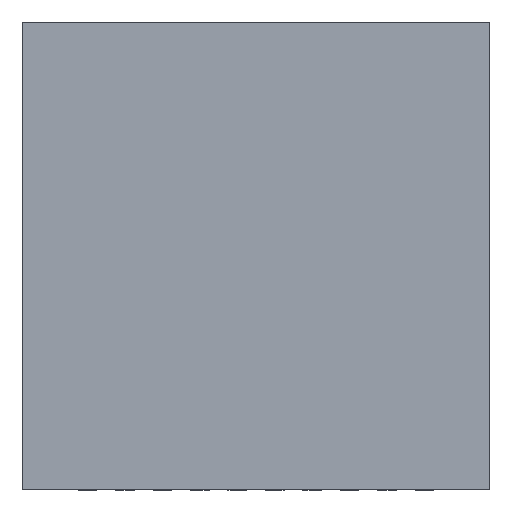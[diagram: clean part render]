
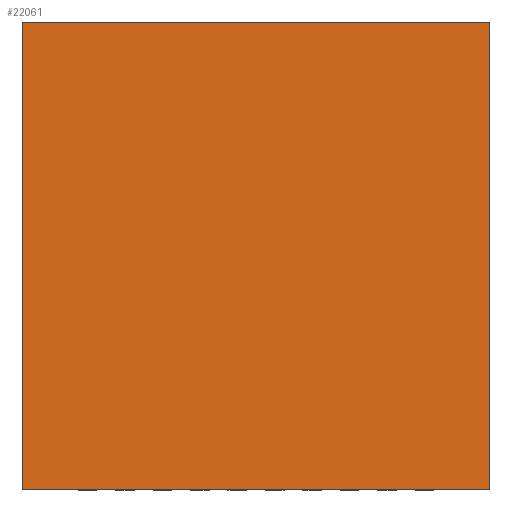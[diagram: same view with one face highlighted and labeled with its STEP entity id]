
A CAD part, top view. The second image highlights one B-rep face of the part: STEP entity #22061.
In plain terms, the highlighted face is planar.
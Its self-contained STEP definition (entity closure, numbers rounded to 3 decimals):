
#16828=DIRECTION('',(0.,0.,1.));
#16829=VECTOR('',#16828,5.);
#16830=CARTESIAN_POINT('',(-2.5,0.975,-2.5));
#16831=LINE('',#16830,#16829);
#16835=DIRECTION('',(-1.,0.,0.));
#16836=VECTOR('',#16835,5.);
#16837=CARTESIAN_POINT('',(2.5,0.975,-2.5));
#16838=LINE('',#16837,#16836);
#16842=DIRECTION('',(0.,0.,-1.));
#16843=VECTOR('',#16842,5.);
#16844=CARTESIAN_POINT('',(2.5,0.975,2.5));
#16845=LINE('',#16844,#16843);
#16849=DIRECTION('',(1.,0.,0.));
#16850=VECTOR('',#16849,5.);
#16851=CARTESIAN_POINT('',(-2.5,0.975,2.5));
#16852=LINE('',#16851,#16850);
#18346=CARTESIAN_POINT('',(-2.5,0.975,-2.5));
#18347=CARTESIAN_POINT('',(-2.5,0.975,2.5));
#18348=VERTEX_POINT('',#18346);
#18349=VERTEX_POINT('',#18347);
#18350=CARTESIAN_POINT('',(2.5,0.975,2.5));
#18351=VERTEX_POINT('',#18350);
#18352=CARTESIAN_POINT('',(2.5,0.975,-2.5));
#18353=VERTEX_POINT('',#18352);
#22050=CARTESIAN_POINT('',(0.,0.975,0.));
#22051=DIRECTION('',(0.,1.,0.));
#22052=DIRECTION('',(1.,0.,0.));
#22053=AXIS2_PLACEMENT_3D('',#22050,#22051,#22052);
#22054=PLANE('',#22053);
#22055=ORIENTED_EDGE('',*,*,#19966,.F.);
#22056=ORIENTED_EDGE('',*,*,#20148,.F.);
#22057=ORIENTED_EDGE('',*,*,#21050,.F.);
#22058=ORIENTED_EDGE('',*,*,#21888,.F.);
#22059=EDGE_LOOP('',(#22055,#22056,#22057,#22058));
#22060=FACE_OUTER_BOUND('',#22059,.F.);
#22061=ADVANCED_FACE('',(#22060),#22054,.T.);
#19966=EDGE_CURVE('',#18348,#18349,#16831,.T.);
#20148=EDGE_CURVE('',#18353,#18348,#16838,.T.);
#21050=EDGE_CURVE('',#18351,#18353,#16845,.T.);
#21888=EDGE_CURVE('',#18349,#18351,#16852,.T.);
